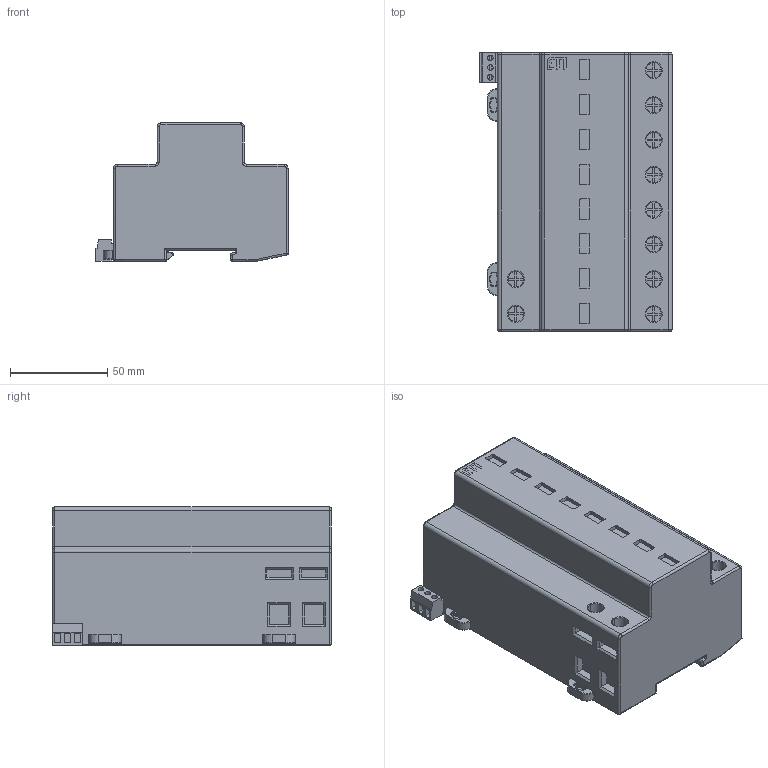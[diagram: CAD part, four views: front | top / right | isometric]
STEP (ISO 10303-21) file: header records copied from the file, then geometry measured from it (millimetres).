
FILE_DESCRIPTION((''),'2;1');
FILE_NAME('56_0631_ETITEC_T_WENT_320_25_4P_ASM','2020-12-22T',('marketing.praksa'),('Audax d.o.o.'),'CREO PARAMETRIC BY PTC INC, 2017480','CREO PARAMETRIC BY PTC INC, 2017480','');
FILE_SCHEMA(('AUTOMOTIVE_DESIGN { 1 0 10303 214 1 1 1 1 }'));
Products named in the file (13): PROBLOC_SAFEBLOX_EXT_8TE_RC_20; TMP_DWG_65_1_1; TMP_DWG_65_1_2; TMP_DWG_65_1_3; CRM-82TO_ASM; LOGO_X-9_87_Y-6_07_ASM; BAZA_1TE_B2S_RC_ZASKOK_19_1__14; BAZA_1TE_B2S_RC_ZASKOK_19_AS_15_ASM; OUTER_1TE_S_SHAPE_B2S_R_ASM__14_ASM; IZ506_504_ETITEC_B_1P0_RC_AS_15_ASM; ASM0010_ASM_1_1_2_3_4_5_6_7_8_9_ASM; ASM0038_ASM; 56_0631_ETITEC_T_WENT_320_25_4P_ASM
Assembly tree (12 placements, depth 7):
  56_0631_ETITEC_T_WENT_320_25_4P_ASM
    PROBLOC_SAFEBLOX_EXT_8TE_RC_20
    LOGO_X-9_87_Y-6_07_ASM
      CRM-82TO_ASM
        TMP_DWG_65_1_1
        TMP_DWG_65_1_2
        TMP_DWG_65_1_3
    ASM0038_ASM
      ASM0010_ASM_1_1_2_3_4_5_6_7_8_9_ASM
        IZ506_504_ETITEC_B_1P0_RC_AS_15_ASM
          OUTER_1TE_S_SHAPE_B2S_R_ASM__14_ASM
            BAZA_1TE_B2S_RC_ZASKOK_19_AS_15_ASM
              BAZA_1TE_B2S_RC_ZASKOK_19_1__14
Bounding box: 99 x 143.6 x 71.34 mm (x, y, z)
Volume: 740463 mm3; surface area: 65316.1 mm2
Topology: 5 solids, 5 shells, 736 faces, 1895 edges, 1213 vertices
Faces by surface type: plane 461, cylinder 191, torus 54, bspline 26, sphere 4
Entity records: 35247 total; most frequent: CARTESIAN_POINT 5884, DIRECTION 3907, ORIENTED_EDGE 3782, PRESENTATION_STYLE_ASSIGNMENT 2479, STYLED_ITEM 2235, EDGE_CURVE 1891, CURVE_STYLE 1747, AXIS2_PLACEMENT_3D 1324
